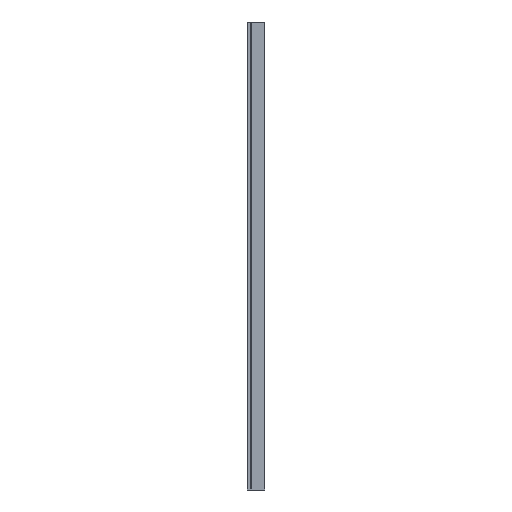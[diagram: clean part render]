
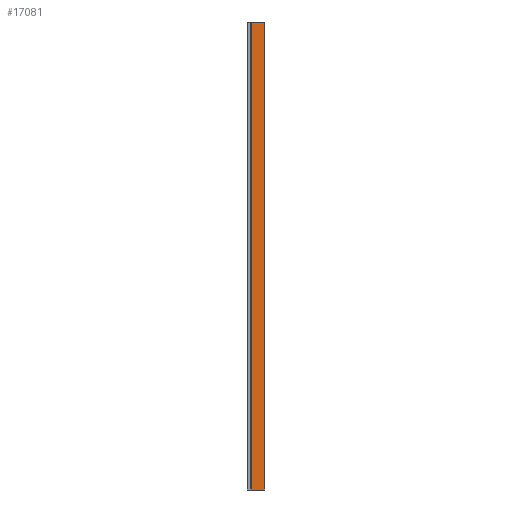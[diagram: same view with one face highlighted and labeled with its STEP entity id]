
A CAD part, left-side view. The second image highlights one B-rep face of the part: STEP entity #17081.
In plain terms, the highlighted planar face has unit normal (-1, 0, 0).
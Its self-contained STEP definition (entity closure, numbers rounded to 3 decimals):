
#42 = ORIENTED_EDGE ( 'NONE', *, *, #30354, .T. ) ;
#2207 = LINE ( 'NONE', #27017, #12961 ) ;
#4374 = VERTEX_POINT ( 'NONE', #5082 ) ;
#5082 = CARTESIAN_POINT ( 'NONE',  ( -14., 0., 0. ) ) ;
#7272 = CARTESIAN_POINT ( 'NONE',  ( -14., 0., 959. ) ) ;
#8848 = DIRECTION ( 'NONE',  ( 0., -1., 0. ) ) ;
#9434 = DIRECTION ( 'NONE',  ( 0., 0., -1. ) ) ;
#10491 = PLANE ( 'NONE',  #15103 ) ;
#11371 = EDGE_CURVE ( 'NONE', #24361, #4374, #16809, .T. ) ;
#11576 = ORIENTED_EDGE ( 'NONE', *, *, #30113, .F. ) ;
#12504 = LINE ( 'NONE', #31337, #33163 ) ;
#12907 = LINE ( 'NONE', #26320, #23346 ) ;
#12961 = VECTOR ( 'NONE', #19204, 1000. ) ;
#15103 = AXIS2_PLACEMENT_3D ( 'NONE', #15401, #26453, #32230 ) ;
#15401 = CARTESIAN_POINT ( 'NONE',  ( -14., 0., 959. ) ) ;
#15927 = CARTESIAN_POINT ( 'NONE',  ( -14., 27.2, 959. ) ) ;
#16329 = EDGE_LOOP ( 'NONE', ( #20296, #11576, #22431, #42 ) ) ;
#16809 = LINE ( 'NONE', #28578, #25471 ) ;
#17081 = ADVANCED_FACE ( 'NONE', ( #21191 ), #10491, .F. ) ;
#19204 = DIRECTION ( 'NONE',  ( 0., -1., 0. ) ) ;
#20296 = ORIENTED_EDGE ( 'NONE', *, *, #11371, .T. ) ;
#21191 = FACE_OUTER_BOUND ( 'NONE', #16329, .T. ) ;
#22431 = ORIENTED_EDGE ( 'NONE', *, *, #35541, .F. ) ;
#23346 = VECTOR ( 'NONE', #32272, 1000. ) ;
#24361 = VERTEX_POINT ( 'NONE', #34634 ) ;
#24649 = VERTEX_POINT ( 'NONE', #7272 ) ;
#25471 = VECTOR ( 'NONE', #8848, 1000. ) ;
#25787 = VERTEX_POINT ( 'NONE', #15927 ) ;
#26320 = CARTESIAN_POINT ( 'NONE',  ( -14., 0., 959. ) ) ;
#26453 = DIRECTION ( 'NONE',  ( 1., 0., 0. ) ) ;
#27017 = CARTESIAN_POINT ( 'NONE',  ( -14., 0., 959. ) ) ;
#28578 = CARTESIAN_POINT ( 'NONE',  ( -14., 0., 0. ) ) ;
#30113 = EDGE_CURVE ( 'NONE', #24649, #4374, #12907, .T. ) ;
#30354 = EDGE_CURVE ( 'NONE', #25787, #24361, #12504, .T. ) ;
#31337 = CARTESIAN_POINT ( 'NONE',  ( -14., 27.2, 959. ) ) ;
#32230 = DIRECTION ( 'NONE',  ( 0., 1., 0. ) ) ;
#32272 = DIRECTION ( 'NONE',  ( 0., 0., -1. ) ) ;
#33163 = VECTOR ( 'NONE', #9434, 1000. ) ;
#34634 = CARTESIAN_POINT ( 'NONE',  ( -14., 27.2, 0. ) ) ;
#35541 = EDGE_CURVE ( 'NONE', #25787, #24649, #2207, .T. ) ;
